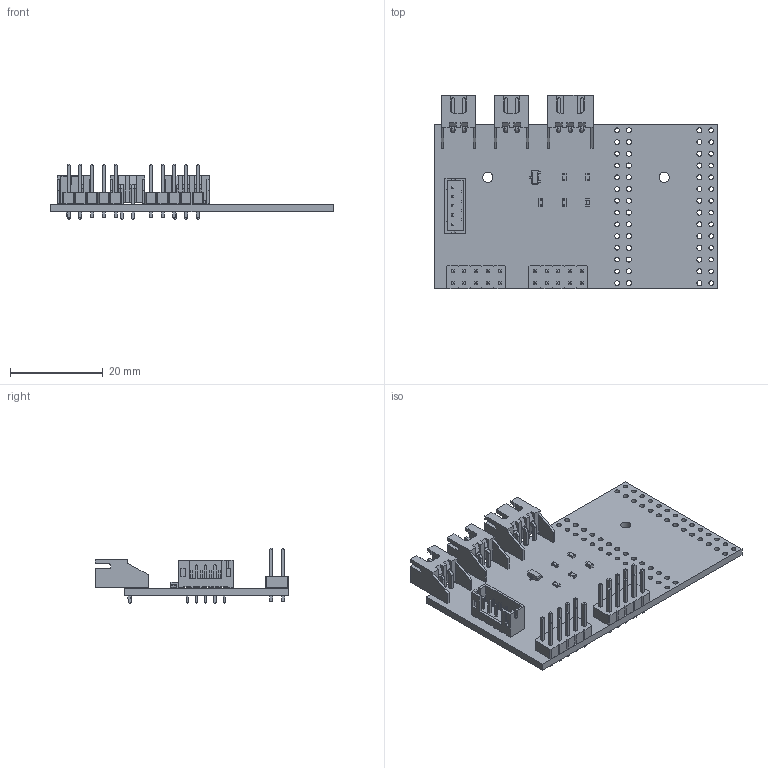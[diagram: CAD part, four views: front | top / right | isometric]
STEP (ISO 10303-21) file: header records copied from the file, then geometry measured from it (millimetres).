
FILE_DESCRIPTION(('KiCad electronic assembly'),'2;1');
FILE_NAME('town.step','2021-09-13T16:52:56',('An Author'),('A Company'), 'Open CASCADE STEP processor 7.5','KiCad to STEP converter','Unknown' );
FILE_SCHEMA(('AUTOMOTIVE_DESIGN { 1 0 10303 214 1 1 1 1 }'));
Length unit declared in the file: millimetre
Products named in the file (16): Open CASCADE STEP translator 7.5 1; PinHeader_2x05_P2.54mm_Vertical; SOLID; SOT-23; R_0603_1608Metric; JST_XH_S2B-XH-A-1_1x02_P2.50mm_Horizontal; JST_XH_S3B-XH-A-1_1x03_P2.50mm_Horizontal; JST_PH_B5B-PH-K_1x05_P2.00mm_Vertical; C_0603_1608Metric; COMPOUND
Assembly tree (20 placements, depth 3):
  Open CASCADE STEP translator 7.5 1
    PinHeader_2x05_P2.54mm_Vertical  x2
      SOLID
    SOT-23
      SOLID
    R_0603_1608Metric  x4
      SOLID
    JST_XH_S2B-XH-A-1_1x02_P2.50mm_Horizontal  x2
      SOLID
    JST_XH_S3B-XH-A-1_1x03_P2.50mm_Horizontal
      SOLID
    JST_PH_B5B-PH-K_1x05_P2.00mm_Vertical
      SOLID
    C_0603_1608Metric
      SOLID
    COMPOUND
Bounding box: 60.96 x 41.89 x 11.94 mm (x, y, z)
Volume: 4484.1 mm3; surface area: 8001.1 mm2
Topology: 13 solids, 13 shells, 1256 faces, 3207 edges, 2042 vertices
Faces by surface type: plane 1055, cylinder 174, bspline 27
Full cylindrical faces by diameter (mm): 0.75 x5, 0.95 x3, 1 x52, 1.1 x28, 2.2 x2
Entity records: 61208 total; most frequent: CARTESIAN_POINT 10518, DIRECTION 8345, LINE 6008, VECTOR 6008, ORIENTED_EDGE 4440, PCURVE 4440, DEFINITIONAL_REPRESENTATION 4440, EDGE_CURVE 2220
